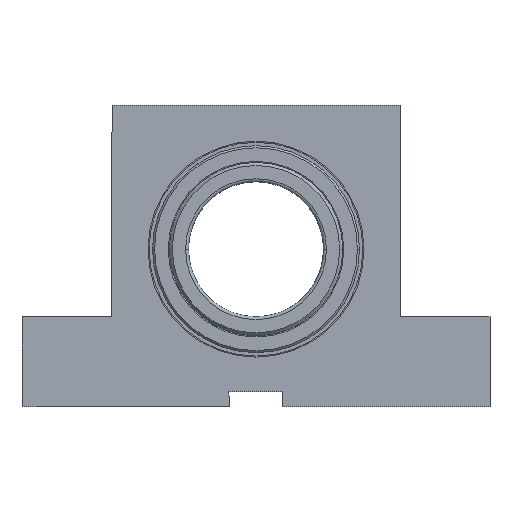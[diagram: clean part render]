
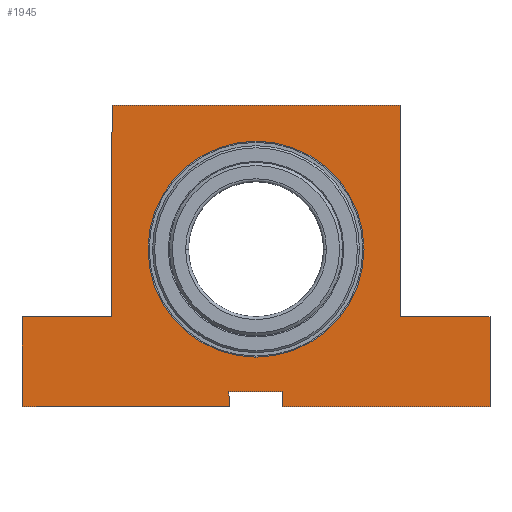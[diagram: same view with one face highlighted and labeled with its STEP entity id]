
A CAD part, top view. The second image highlights one B-rep face of the part: STEP entity #1945.
In plain terms, the highlighted planar face has unit normal (0, 0, 1).
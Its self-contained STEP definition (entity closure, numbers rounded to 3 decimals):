
#160 = CIRCLE ( 'NONE', #2481, 24. ) ;
#162 = VECTOR ( 'NONE', #1614, 1000. ) ;
#171 = VECTOR ( 'NONE', #1600, 1000. ) ;
#172 = VECTOR ( 'NONE', #1618, 1000. ) ;
#175 = LINE ( 'NONE', #1641, #172 ) ;
#209 = LINE ( 'NONE', #1629, #212 ) ;
#211 = LINE ( 'NONE', #1597, #171 ) ;
#212 = VECTOR ( 'NONE', #1633, 1000. ) ;
#218 = LINE ( 'NONE', #1612, #162 ) ;
#252 = VECTOR ( 'NONE', #1656, 1000. ) ;
#260 = LINE ( 'NONE', #1662, #252 ) ;
#515 = EDGE_LOOP ( 'NONE', ( #582, #3221, #3274, #3236, #3224, #3257, #3261, #3229, #3266, #3235, #3265, #3225 ) ) ;
#562 = ORIENTED_EDGE ( 'NONE', *, *, #2622, .F. ) ;
#579 = ORIENTED_EDGE ( 'NONE', *, *, #2670, .F. ) ;
#582 = ORIENTED_EDGE ( 'NONE', *, *, #2648, .T. ) ;
#643 = FACE_OUTER_BOUND ( 'NONE', #515, .T. ) ;
#671 = LINE ( 'NONE', #1581, #2943 ) ;
#692 = VECTOR ( 'NONE', #1559, 1000. ) ;
#695 = VECTOR ( 'NONE', #1532, 1000. ) ;
#699 = LINE ( 'NONE', #1542, #751 ) ;
#705 = VECTOR ( 'NONE', #1526, 1000. ) ;
#707 = LINE ( 'NONE', #1561, #735 ) ;
#722 = LINE ( 'NONE', #1547, #723 ) ;
#723 = VECTOR ( 'NONE', #1548, 1000. ) ;
#726 = LINE ( 'NONE', #1541, #695 ) ;
#735 = VECTOR ( 'NONE', #1555, 1000. ) ;
#740 = CIRCLE ( 'NONE', #2422, 24. ) ;
#748 = LINE ( 'NONE', #1505, #705 ) ;
#749 = LINE ( 'NONE', #1558, #692 ) ;
#751 = VECTOR ( 'NONE', #1543, 1000. ) ;
#830 = FACE_BOUND ( 'NONE', #3281, .T. ) ;
#1165 = DIRECTION ( 'NONE',  ( 0., 0., -1. ) ) ;
#1176 = CARTESIAN_POINT ( 'NONE',  ( 0., 0., 9.5 ) ) ;
#1189 = PLANE ( 'NONE',  #2917 ) ;
#1213 = DIRECTION ( 'NONE',  ( -1., 0., 0. ) ) ;
#1317 = CARTESIAN_POINT ( 'NONE',  ( 52., -35., 9.5 ) ) ;
#1320 = CARTESIAN_POINT ( 'NONE',  ( 32., -15., 9.5 ) ) ;
#1337 = CARTESIAN_POINT ( 'NONE',  ( -6., -35., 9.5 ) ) ;
#1371 = CARTESIAN_POINT ( 'NONE',  ( -6., -31.7, 9.5 ) ) ;
#1372 = CARTESIAN_POINT ( 'NONE',  ( 24., 0., 9.5 ) ) ;
#1380 = CARTESIAN_POINT ( 'NONE',  ( 6., -35., 9.5 ) ) ;
#1387 = CARTESIAN_POINT ( 'NONE',  ( -24., 0., 9.5 ) ) ;
#1397 = CARTESIAN_POINT ( 'NONE',  ( 52., -15., 9.5 ) ) ;
#1409 = CARTESIAN_POINT ( 'NONE',  ( -52., -35., 9.5 ) ) ;
#1411 = CARTESIAN_POINT ( 'NONE',  ( -52., -15., 9.5 ) ) ;
#1419 = CARTESIAN_POINT ( 'NONE',  ( 32., 32., 9.5 ) ) ;
#1433 = CARTESIAN_POINT ( 'NONE',  ( -32., -15., 9.5 ) ) ;
#1437 = CARTESIAN_POINT ( 'NONE',  ( -32., 32., 9.5 ) ) ;
#1470 = CARTESIAN_POINT ( 'NONE',  ( 6., -31.7, 9.5 ) ) ;
#1493 = CARTESIAN_POINT ( 'NONE',  ( 0., 0., 9.5 ) ) ;
#1499 = DIRECTION ( 'NONE',  ( 0., 0., 1. ) ) ;
#1500 = DIRECTION ( 'NONE',  ( 1., 0., 0. ) ) ;
#1505 = CARTESIAN_POINT ( 'NONE',  ( -52., -15., 9.5 ) ) ;
#1526 = DIRECTION ( 'NONE',  ( 0., -1., 0. ) ) ;
#1532 = DIRECTION ( 'NONE',  ( 1., 0., 0. ) ) ;
#1541 = CARTESIAN_POINT ( 'NONE',  ( 52., -35., 9.5 ) ) ;
#1542 = CARTESIAN_POINT ( 'NONE',  ( 52., -15., 9.5 ) ) ;
#1543 = DIRECTION ( 'NONE',  ( 0., 1., 0. ) ) ;
#1547 = CARTESIAN_POINT ( 'NONE',  ( -6., -35., 9.5 ) ) ;
#1548 = DIRECTION ( 'NONE',  ( 0., -1., 0. ) ) ;
#1555 = DIRECTION ( 'NONE',  ( -1., 0., 0. ) ) ;
#1558 = CARTESIAN_POINT ( 'NONE',  ( 32., -15., 9.5 ) ) ;
#1559 = DIRECTION ( 'NONE',  ( -1., 0., 0. ) ) ;
#1561 = CARTESIAN_POINT ( 'NONE',  ( -32., -15., 9.5 ) ) ;
#1581 = CARTESIAN_POINT ( 'NONE',  ( 52., -35., 9.5 ) ) ;
#1597 = CARTESIAN_POINT ( 'NONE',  ( -32., 32., 9.5 ) ) ;
#1600 = DIRECTION ( 'NONE',  ( -1., 0., 0. ) ) ;
#1602 = DIRECTION ( 'NONE',  ( 1., 0., 0. ) ) ;
#1606 = DIRECTION ( 'NONE',  ( 1., 0., 0. ) ) ;
#1610 = CARTESIAN_POINT ( 'NONE',  ( 0., 0., 9.5 ) ) ;
#1612 = CARTESIAN_POINT ( 'NONE',  ( 32., 32., 9.5 ) ) ;
#1614 = DIRECTION ( 'NONE',  ( 0., 1., 0. ) ) ;
#1618 = DIRECTION ( 'NONE',  ( 0., 1., 0. ) ) ;
#1629 = CARTESIAN_POINT ( 'NONE',  ( -32., 32., 9.5 ) ) ;
#1633 = DIRECTION ( 'NONE',  ( 0., -1., 0. ) ) ;
#1641 = CARTESIAN_POINT ( 'NONE',  ( 6., -35., 9.5 ) ) ;
#1643 = DIRECTION ( 'NONE',  ( 0., 0., 1. ) ) ;
#1656 = DIRECTION ( 'NONE',  ( -1., 0., 0. ) ) ;
#1662 = CARTESIAN_POINT ( 'NONE',  ( -6., -31.7, 9.5 ) ) ;
#1945 = ADVANCED_FACE ( 'NONE', ( #830, #643 ), #1189, .F. ) ;
#2175 = VERTEX_POINT ( 'NONE', #1337 ) ;
#2176 = VERTEX_POINT ( 'NONE', #1317 ) ;
#2177 = VERTEX_POINT ( 'NONE', #1320 ) ;
#2197 = VERTEX_POINT ( 'NONE', #1419 ) ;
#2199 = VERTEX_POINT ( 'NONE', #1409 ) ;
#2202 = VERTEX_POINT ( 'NONE', #1397 ) ;
#2203 = VERTEX_POINT ( 'NONE', #1372 ) ;
#2204 = VERTEX_POINT ( 'NONE', #1380 ) ;
#2212 = VERTEX_POINT ( 'NONE', #1411 ) ;
#2217 = VERTEX_POINT ( 'NONE', #1371 ) ;
#2232 = VERTEX_POINT ( 'NONE', #1387 ) ;
#2257 = VERTEX_POINT ( 'NONE', #1433 ) ;
#2261 = VERTEX_POINT ( 'NONE', #1470 ) ;
#2262 = VERTEX_POINT ( 'NONE', #1437 ) ;
#2422 = AXIS2_PLACEMENT_3D ( 'NONE', #1493, #1499, #1500 ) ;
#2481 = AXIS2_PLACEMENT_3D ( 'NONE', #1610, #1643, #1606 ) ;
#2622 = EDGE_CURVE ( 'NONE', #2232, #2203, #740, .T. ) ;
#2627 = EDGE_CURVE ( 'NONE', #2212, #2199, #748, .T. ) ;
#2628 = EDGE_CURVE ( 'NONE', #2176, #2202, #699, .T. ) ;
#2630 = EDGE_CURVE ( 'NONE', #2202, #2177, #749, .T. ) ;
#2632 = EDGE_CURVE ( 'NONE', #2257, #2212, #707, .T. ) ;
#2635 = EDGE_CURVE ( 'NONE', #2204, #2176, #726, .T. ) ;
#2639 = EDGE_CURVE ( 'NONE', #2217, #2175, #722, .T. ) ;
#2648 = EDGE_CURVE ( 'NONE', #2199, #2175, #671, .T. ) ;
#2660 = EDGE_CURVE ( 'NONE', #2197, #2262, #211, .T. ) ;
#2663 = EDGE_CURVE ( 'NONE', #2262, #2257, #209, .T. ) ;
#2666 = EDGE_CURVE ( 'NONE', #2204, #2261, #175, .T. ) ;
#2670 = EDGE_CURVE ( 'NONE', #2203, #2232, #160, .T. ) ;
#2676 = EDGE_CURVE ( 'NONE', #2177, #2197, #218, .T. ) ;
#2694 = EDGE_CURVE ( 'NONE', #2261, #2217, #260, .T. ) ;
#2917 = AXIS2_PLACEMENT_3D ( 'NONE', #1176, #1165, #1213 ) ;
#2943 = VECTOR ( 'NONE', #1602, 1000. ) ;
#3221 = ORIENTED_EDGE ( 'NONE', *, *, #2639, .F. ) ;
#3224 = ORIENTED_EDGE ( 'NONE', *, *, #2635, .T. ) ;
#3225 = ORIENTED_EDGE ( 'NONE', *, *, #2627, .T. ) ;
#3229 = ORIENTED_EDGE ( 'NONE', *, *, #2676, .T. ) ;
#3235 = ORIENTED_EDGE ( 'NONE', *, *, #2663, .T. ) ;
#3236 = ORIENTED_EDGE ( 'NONE', *, *, #2666, .F. ) ;
#3257 = ORIENTED_EDGE ( 'NONE', *, *, #2628, .T. ) ;
#3261 = ORIENTED_EDGE ( 'NONE', *, *, #2630, .T. ) ;
#3265 = ORIENTED_EDGE ( 'NONE', *, *, #2632, .T. ) ;
#3266 = ORIENTED_EDGE ( 'NONE', *, *, #2660, .T. ) ;
#3274 = ORIENTED_EDGE ( 'NONE', *, *, #2694, .F. ) ;
#3281 = EDGE_LOOP ( 'NONE', ( #579, #562 ) ) ;
